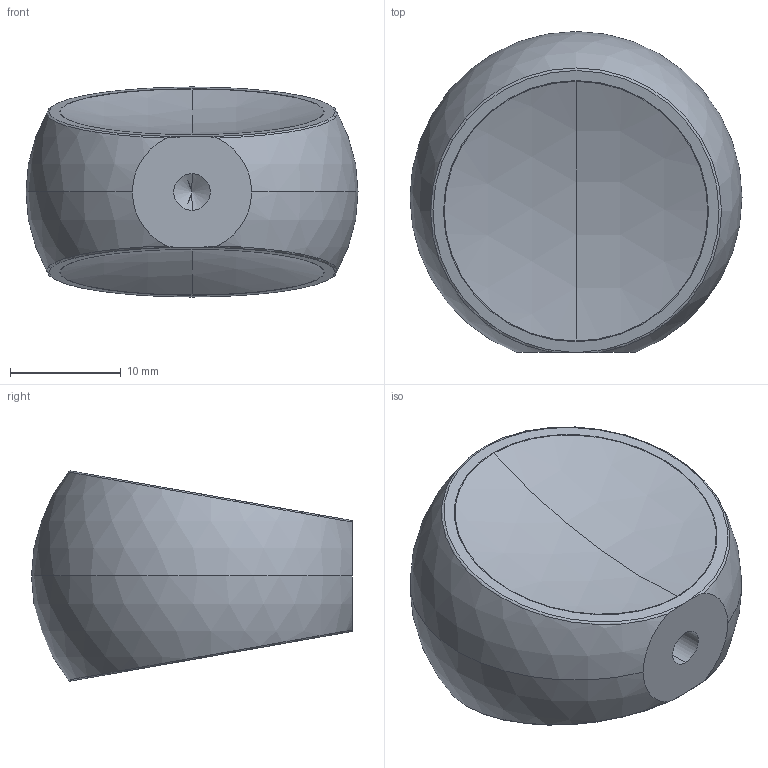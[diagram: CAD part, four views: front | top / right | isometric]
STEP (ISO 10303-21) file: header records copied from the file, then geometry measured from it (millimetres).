
FILE_DESCRIPTION (( 'STEP AP214' ), '1' );
FILE_NAME ('F002274,F002275,F002276,F002277_3D.step', '2022-06-10T07:02:23', ( '' ), ( '' ), 'SwSTEP 2.0', 'SolidWorks 2020', '' );
FILE_SCHEMA (( 'AUTOMOTIVE_DESIGN' ));
Length unit declared in the file: millimetre
Products named in the file (1): F002274,F002275,F002276,F002277_3D
Bounding box: 30 x 29 x 18.98 mm (x, y, z)
Volume: 8709.6 mm3; surface area: 2588.1 mm2
Topology: 1 solids, 1 shells, 20 faces, 44 edges, 27 vertices
Faces by surface type: torus 7, sphere 6, plane 3, cylinder 2, cone 2
Entity records: 638 total; most frequent: CARTESIAN_POINT 126, DIRECTION 112, ORIENTED_EDGE 84, AXIS2_PLACEMENT_3D 53, EDGE_CURVE 42, CIRCLE 32, VERTEX_POINT 27, EDGE_LOOP 23
